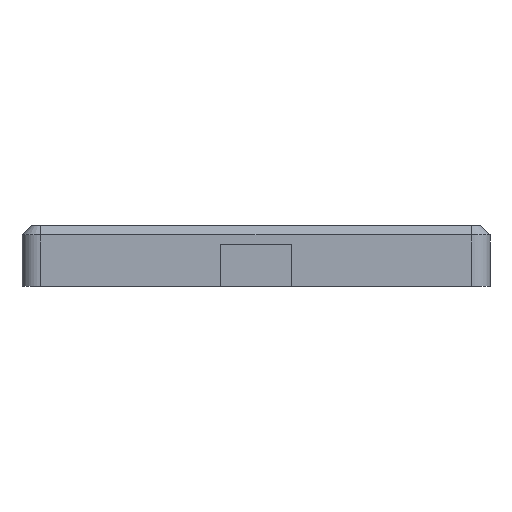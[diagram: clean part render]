
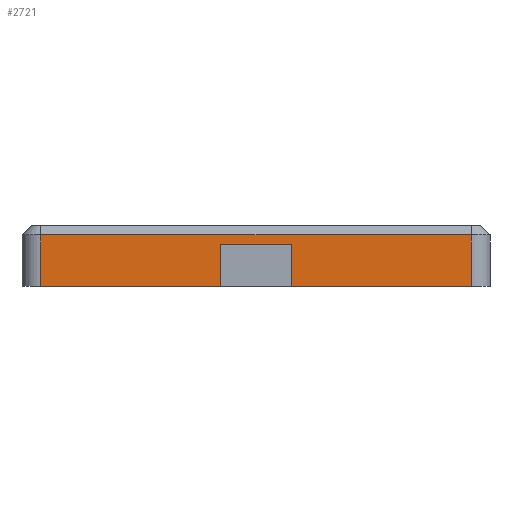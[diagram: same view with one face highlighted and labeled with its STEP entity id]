
A CAD part, left-side view. The second image highlights one B-rep face of the part: STEP entity #2721.
In plain terms, the highlighted planar face has unit normal (-1, 0, 0).
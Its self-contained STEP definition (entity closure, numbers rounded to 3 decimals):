
#90=PLANE('',#3016);
#183=FACE_OUTER_BOUND('',#366,.T.);
#366=EDGE_LOOP('',(#2110,#2111,#2112,#2113,#2114,#2115,#2116,#2117));
#583=LINE('',#4452,#818);
#591=LINE('',#4477,#826);
#603=LINE('',#4533,#838);
#606=LINE('',#4548,#841);
#607=LINE('',#4551,#842);
#608=LINE('',#4553,#843);
#609=LINE('',#4554,#844);
#610=LINE('',#4555,#845);
#818=VECTOR('',#3534,10.);
#826=VECTOR('',#3562,10.);
#838=VECTOR('',#3606,10.);
#841=VECTOR('',#3623,10.);
#842=VECTOR('',#3626,10.);
#843=VECTOR('',#3627,10.);
#844=VECTOR('',#3628,10.);
#845=VECTOR('',#3629,10.);
#1275=VERTEX_POINT('',#4446);
#1276=VERTEX_POINT('',#4450);
#1282=VERTEX_POINT('',#4474);
#1283=VERTEX_POINT('',#4476);
#1310=VERTEX_POINT('',#4530);
#1311=VERTEX_POINT('',#4532);
#1317=VERTEX_POINT('',#4550);
#1318=VERTEX_POINT('',#4552);
#1563=EDGE_CURVE('',#1275,#1276,#583,.T.);
#1575=EDGE_CURVE('',#1283,#1282,#591,.T.);
#1603=EDGE_CURVE('',#1311,#1310,#603,.T.);
#1611=EDGE_CURVE('',#1311,#1275,#606,.T.);
#1612=EDGE_CURVE('',#1310,#1317,#607,.T.);
#1613=EDGE_CURVE('',#1317,#1318,#608,.T.);
#1614=EDGE_CURVE('',#1318,#1283,#609,.T.);
#1615=EDGE_CURVE('',#1276,#1282,#610,.T.);
#2110=ORIENTED_EDGE('',*,*,#1563,.F.);
#2111=ORIENTED_EDGE('',*,*,#1611,.F.);
#2112=ORIENTED_EDGE('',*,*,#1603,.T.);
#2113=ORIENTED_EDGE('',*,*,#1612,.T.);
#2114=ORIENTED_EDGE('',*,*,#1613,.T.);
#2115=ORIENTED_EDGE('',*,*,#1614,.T.);
#2116=ORIENTED_EDGE('',*,*,#1575,.T.);
#2117=ORIENTED_EDGE('',*,*,#1615,.F.);
#2721=ADVANCED_FACE('',(#183),#90,.T.);
#3016=AXIS2_PLACEMENT_3D('',#4549,#3624,#3625);
#3534=DIRECTION('',(0.,-1.,0.));
#3562=DIRECTION('',(0.,-1.,0.));
#3606=DIRECTION('',(0.,-1.,0.));
#3623=DIRECTION('',(0.,0.,1.));
#3624=DIRECTION('center_axis',(-1.,0.,0.));
#3625=DIRECTION('ref_axis',(0.,-1.,0.));
#3626=DIRECTION('',(0.,0.,1.));
#3627=DIRECTION('',(0.,-1.,0.));
#3628=DIRECTION('',(0.,0.,-1.));
#3629=DIRECTION('',(0.,0.,-1.));
#4446=CARTESIAN_POINT('',(-100.,55.95,11.));
#4450=CARTESIAN_POINT('',(-100.,-36.05,11.));
#4452=CARTESIAN_POINT('',(-100.,34.95,11.));
#4474=CARTESIAN_POINT('',(-100.,-36.05,0.));
#4476=CARTESIAN_POINT('',(-100.,2.45,0.));
#4477=CARTESIAN_POINT('',(-100.,59.95,0.));
#4530=CARTESIAN_POINT('',(-100.,17.45,0.));
#4532=CARTESIAN_POINT('',(-100.,55.95,0.));
#4533=CARTESIAN_POINT('',(-100.,59.95,0.));
#4548=CARTESIAN_POINT('',(-100.,55.95,0.));
#4549=CARTESIAN_POINT('Origin',(-100.,59.95,0.));
#4550=CARTESIAN_POINT('',(-100.,17.45,9.));
#4551=CARTESIAN_POINT('',(-100.,17.45,0.));
#4552=CARTESIAN_POINT('',(-100.,2.45,9.));
#4553=CARTESIAN_POINT('',(-100.,34.95,9.));
#4554=CARTESIAN_POINT('',(-100.,2.45,0.));
#4555=CARTESIAN_POINT('',(-100.,-36.05,0.));
